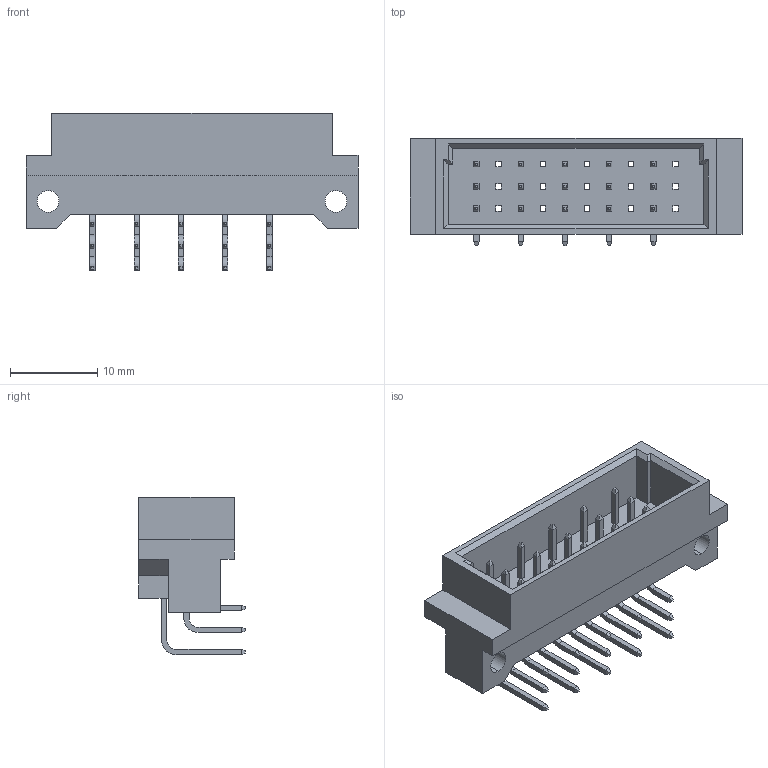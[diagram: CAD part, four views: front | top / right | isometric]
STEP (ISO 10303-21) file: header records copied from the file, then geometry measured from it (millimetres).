
FILE_DESCRIPTION (( 'STEP AP214' ), '1' );
FILE_NAME ('495-015-660-322.STEP', '2020-08-11T20:32:40', ( '' ), ( '' ), 'SwSTEP 2.0', 'SolidWorks 2020', '' );
FILE_SCHEMA (( 'AUTOMOTIVE_DESIGN' ));
Length unit declared in the file: millimetre
Products named in the file (5): 495 Part_30; 495-290-1; 495-290-2; 495-290-3; 495-015-660-322
Assembly tree (16 placements, depth 2):
  495-015-660-322
    495 Part_30
    495-290-1  x5
    495-290-2  x5
    495-290-3  x5
Bounding box: 38.1 x 12.27 x 18.05 mm (x, y, z)
Volume: 2568 mm3; surface area: 3568.7 mm2
Topology: 16 solids, 16 shells, 439 faces, 1088 edges, 682 vertices
Faces by surface type: plane 405, cylinder 34
Entity records: 7292 total; most frequent: CARTESIAN_POINT 1244, ORIENTED_EDGE 1216, DIRECTION 1112, EDGE_CURVE 608, VECTOR 588, LINE 588, VERTEX_POINT 394, EDGE_LOOP 288
